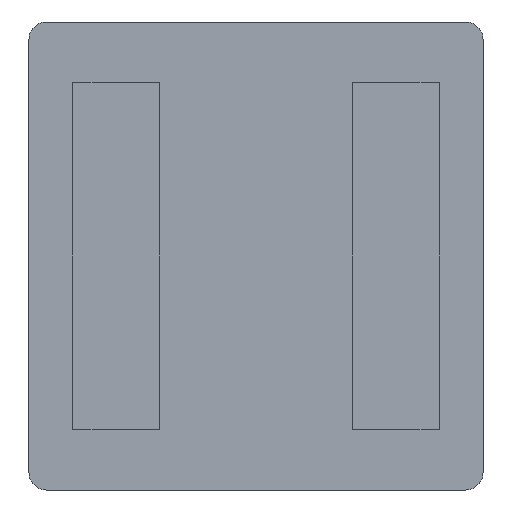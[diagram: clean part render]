
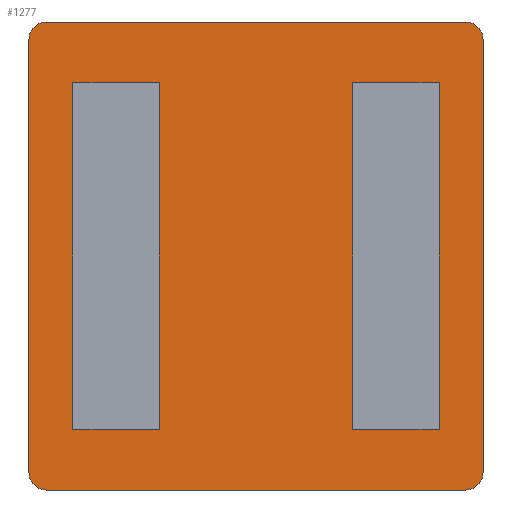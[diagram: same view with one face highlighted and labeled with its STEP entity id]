
A CAD part, front view. The second image highlights one B-rep face of the part: STEP entity #1277.
In plain terms, the highlighted planar face has unit normal (0, -1, 0).
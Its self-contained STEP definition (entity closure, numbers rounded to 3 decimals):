
#7 = DIRECTION ( 'NONE',  ( 0., 0., 1. ) ) ;
#32 = CARTESIAN_POINT ( 'NONE',  ( -3.28, 0., -3.13 ) ) ;
#65 = DIRECTION ( 'NONE',  ( 0., 0., -1. ) ) ;
#71 = DIRECTION ( 'NONE',  ( 1., 0., 0. ) ) ;
#87 = CARTESIAN_POINT ( 'NONE',  ( 3.03, 0., -3.13 ) ) ;
#116 = VECTOR ( 'NONE', #1316, 1000. ) ;
#158 = VERTEX_POINT ( 'NONE', #538 ) ;
#183 = LINE ( 'NONE', #1068, #641 ) ;
#190 = VERTEX_POINT ( 'NONE', #2184 ) ;
#206 = CARTESIAN_POINT ( 'NONE',  ( 1.395, 0., -2.5 ) ) ;
#208 = EDGE_CURVE ( 'NONE', #517, #404, #1401, .T. ) ;
#210 = CARTESIAN_POINT ( 'NONE',  ( -3.03, 0., -3.38 ) ) ;
#262 = CARTESIAN_POINT ( 'NONE',  ( -1.395, 0., 2.5 ) ) ;
#279 = ORIENTED_EDGE ( 'NONE', *, *, #2035, .T. ) ;
#281 = EDGE_CURVE ( 'NONE', #461, #2047, #1673, .T. ) ;
#287 = ORIENTED_EDGE ( 'NONE', *, *, #208, .F. ) ;
#296 = CARTESIAN_POINT ( 'NONE',  ( -3.03, 0., -3.13 ) ) ;
#298 = DIRECTION ( 'NONE',  ( -1., 0., 0. ) ) ;
#317 = AXIS2_PLACEMENT_3D ( 'NONE', #407, #2394, #1643 ) ;
#327 = VECTOR ( 'NONE', #398, 1000. ) ;
#329 = VERTEX_POINT ( 'NONE', #206 ) ;
#331 = CARTESIAN_POINT ( 'NONE',  ( 2.645, 0., -2.5 ) ) ;
#332 = ORIENTED_EDGE ( 'NONE', *, *, #1710, .F. ) ;
#397 = VECTOR ( 'NONE', #71, 1000. ) ;
#398 = DIRECTION ( 'NONE',  ( 1., 0., 0. ) ) ;
#404 = VERTEX_POINT ( 'NONE', #1274 ) ;
#407 = CARTESIAN_POINT ( 'NONE',  ( 3.03, 0., 3.13 ) ) ;
#418 = ORIENTED_EDGE ( 'NONE', *, *, #2150, .F. ) ;
#452 = VERTEX_POINT ( 'NONE', #32 ) ;
#456 = VECTOR ( 'NONE', #1207, 1000. ) ;
#461 = VERTEX_POINT ( 'NONE', #2128 ) ;
#478 = ORIENTED_EDGE ( 'NONE', *, *, #2137, .F. ) ;
#483 = VECTOR ( 'NONE', #1787, 1000. ) ;
#485 = VECTOR ( 'NONE', #65, 1000. ) ;
#491 = EDGE_CURVE ( 'NONE', #1365, #158, #1828, .T. ) ;
#493 = DIRECTION ( 'NONE',  ( 0., 0., -1. ) ) ;
#517 = VERTEX_POINT ( 'NONE', #1473 ) ;
#538 = CARTESIAN_POINT ( 'NONE',  ( -2.645, 0., -2.5 ) ) ;
#572 = EDGE_LOOP ( 'NONE', ( #418, #1151, #1260, #1048, #2251, #1338, #287, #279 ) ) ;
#596 = EDGE_CURVE ( 'NONE', #1801, #2299, #918, .T. ) ;
#623 = CARTESIAN_POINT ( 'NONE',  ( -2.645, 0., 3.38 ) ) ;
#625 = CARTESIAN_POINT ( 'NONE',  ( -3.28, 0., -3.38 ) ) ;
#641 = VECTOR ( 'NONE', #298, 1000. ) ;
#677 = DIRECTION ( 'NONE',  ( -1., 0., 0. ) ) ;
#683 = CARTESIAN_POINT ( 'NONE',  ( -3.28, 0., 3.38 ) ) ;
#694 = VERTEX_POINT ( 'NONE', #210 ) ;
#735 = EDGE_CURVE ( 'NONE', #2047, #1365, #183, .T. ) ;
#737 = EDGE_CURVE ( 'NONE', #1801, #404, #1059, .T. ) ;
#753 = EDGE_LOOP ( 'NONE', ( #2049, #1971, #2075, #999 ) ) ;
#756 = VERTEX_POINT ( 'NONE', #2173 ) ;
#783 = VECTOR ( 'NONE', #2406, 1000. ) ;
#808 = CIRCLE ( 'NONE', #2420, 0.25 ) ;
#831 = FACE_BOUND ( 'NONE', #2335, .T. ) ;
#837 = FACE_BOUND ( 'NONE', #753, .T. ) ;
#844 = ORIENTED_EDGE ( 'NONE', *, *, #1517, .F. ) ;
#858 = CARTESIAN_POINT ( 'NONE',  ( 2.645, 0., 3.38 ) ) ;
#917 = CARTESIAN_POINT ( 'NONE',  ( 3.28, 0., -2.5 ) ) ;
#918 = CIRCLE ( 'NONE', #317, 0.25 ) ;
#927 = VECTOR ( 'NONE', #1969, 1000. ) ;
#954 = CARTESIAN_POINT ( 'NONE',  ( -2.645, 0., 2.5 ) ) ;
#979 = EDGE_CURVE ( 'NONE', #1948, #756, #1708, .T. ) ;
#999 = ORIENTED_EDGE ( 'NONE', *, *, #735, .F. ) ;
#1001 = CARTESIAN_POINT ( 'NONE',  ( 3.28, 0., 3.13 ) ) ;
#1048 = ORIENTED_EDGE ( 'NONE', *, *, #1054, .T. ) ;
#1054 = EDGE_CURVE ( 'NONE', #1948, #2299, #1806, .T. ) ;
#1059 = LINE ( 'NONE', #683, #483 ) ;
#1068 = CARTESIAN_POINT ( 'NONE',  ( 3.28, 0., 2.5 ) ) ;
#1113 = CARTESIAN_POINT ( 'NONE',  ( -3.03, 0., 3.13 ) ) ;
#1151 = ORIENTED_EDGE ( 'NONE', *, *, #1370, .T. ) ;
#1161 = LINE ( 'NONE', #1402, #783 ) ;
#1173 = DIRECTION ( 'NONE',  ( 0., 0., -1. ) ) ;
#1207 = DIRECTION ( 'NONE',  ( 0., 0., 1. ) ) ;
#1208 = VECTOR ( 'NONE', #2059, 1000. ) ;
#1243 = EDGE_CURVE ( 'NONE', #158, #461, #1450, .T. ) ;
#1260 = ORIENTED_EDGE ( 'NONE', *, *, #979, .F. ) ;
#1274 = CARTESIAN_POINT ( 'NONE',  ( -3.03, 0., 3.38 ) ) ;
#1277 = ADVANCED_FACE ( 'NONE', ( #837, #1909, #831 ), #1485, .F. ) ;
#1316 = DIRECTION ( 'NONE',  ( 1., 0., 0. ) ) ;
#1318 = CARTESIAN_POINT ( 'NONE',  ( 3.03, 0., 3.38 ) ) ;
#1332 = CARTESIAN_POINT ( 'NONE',  ( 3.28, 0., 3.38 ) ) ;
#1338 = ORIENTED_EDGE ( 'NONE', *, *, #737, .T. ) ;
#1347 = VECTOR ( 'NONE', #677, 1000. ) ;
#1365 = VERTEX_POINT ( 'NONE', #954 ) ;
#1366 = VECTOR ( 'NONE', #7, 1000. ) ;
#1370 = EDGE_CURVE ( 'NONE', #694, #756, #1731, .T. ) ;
#1401 = CIRCLE ( 'NONE', #1549, 0.25 ) ;
#1402 = CARTESIAN_POINT ( 'NONE',  ( 1.395, 0., 3.38 ) ) ;
#1450 = LINE ( 'NONE', #917, #327 ) ;
#1453 = EDGE_CURVE ( 'NONE', #329, #1582, #2374, .T. ) ;
#1473 = CARTESIAN_POINT ( 'NONE',  ( -3.28, 0., 3.13 ) ) ;
#1485 = PLANE ( 'NONE',  #2257 ) ;
#1509 = CARTESIAN_POINT ( 'NONE',  ( 3.28, 0., -3.38 ) ) ;
#1517 = EDGE_CURVE ( 'NONE', #2011, #329, #1161, .T. ) ;
#1519 = DIRECTION ( 'NONE',  ( 0., 0., 1. ) ) ;
#1547 = CARTESIAN_POINT ( 'NONE',  ( 3.28, 0., -3.13 ) ) ;
#1549 = AXIS2_PLACEMENT_3D ( 'NONE', #1113, #2203, #2363 ) ;
#1582 = VERTEX_POINT ( 'NONE', #331 ) ;
#1609 = CARTESIAN_POINT ( 'NONE',  ( 3.28, 0., -2.5 ) ) ;
#1614 = DIRECTION ( 'NONE',  ( 0., 1., 0. ) ) ;
#1643 = DIRECTION ( 'NONE',  ( 0., 0., -1. ) ) ;
#1673 = LINE ( 'NONE', #2306, #1366 ) ;
#1708 = CIRCLE ( 'NONE', #2326, 0.25 ) ;
#1710 = EDGE_CURVE ( 'NONE', #190, #2011, #2270, .T. ) ;
#1729 = LINE ( 'NONE', #858, #927 ) ;
#1731 = LINE ( 'NONE', #2261, #116 ) ;
#1787 = DIRECTION ( 'NONE',  ( -1., 0., 0. ) ) ;
#1801 = VERTEX_POINT ( 'NONE', #1318 ) ;
#1806 = LINE ( 'NONE', #1509, #456 ) ;
#1828 = LINE ( 'NONE', #623, #1208 ) ;
#1883 = DIRECTION ( 'NONE',  ( 0., 1., 0. ) ) ;
#1909 = FACE_OUTER_BOUND ( 'NONE', #572, .T. ) ;
#1936 = CARTESIAN_POINT ( 'NONE',  ( 1.395, 0., 2.5 ) ) ;
#1948 = VERTEX_POINT ( 'NONE', #1547 ) ;
#1969 = DIRECTION ( 'NONE',  ( 0., 0., 1. ) ) ;
#1971 = ORIENTED_EDGE ( 'NONE', *, *, #1243, .F. ) ;
#2011 = VERTEX_POINT ( 'NONE', #1936 ) ;
#2035 = EDGE_CURVE ( 'NONE', #517, #452, #2172, .T. ) ;
#2041 = DIRECTION ( 'NONE',  ( 0., 1., 0. ) ) ;
#2047 = VERTEX_POINT ( 'NONE', #262 ) ;
#2049 = ORIENTED_EDGE ( 'NONE', *, *, #281, .F. ) ;
#2059 = DIRECTION ( 'NONE',  ( 0., 0., -1. ) ) ;
#2075 = ORIENTED_EDGE ( 'NONE', *, *, #491, .F. ) ;
#2128 = CARTESIAN_POINT ( 'NONE',  ( -1.395, 0., -2.5 ) ) ;
#2137 = EDGE_CURVE ( 'NONE', #1582, #190, #1729, .T. ) ;
#2150 = EDGE_CURVE ( 'NONE', #694, #452, #808, .T. ) ;
#2170 = ORIENTED_EDGE ( 'NONE', *, *, #1453, .F. ) ;
#2172 = LINE ( 'NONE', #625, #485 ) ;
#2173 = CARTESIAN_POINT ( 'NONE',  ( 3.03, 0., -3.38 ) ) ;
#2175 = CARTESIAN_POINT ( 'NONE',  ( 3.28, 0., 2.5 ) ) ;
#2184 = CARTESIAN_POINT ( 'NONE',  ( 2.645, 0., 2.5 ) ) ;
#2203 = DIRECTION ( 'NONE',  ( 0., 1., 0. ) ) ;
#2251 = ORIENTED_EDGE ( 'NONE', *, *, #596, .F. ) ;
#2257 = AXIS2_PLACEMENT_3D ( 'NONE', #1332, #2041, #1519 ) ;
#2261 = CARTESIAN_POINT ( 'NONE',  ( -3.28, 0., -3.38 ) ) ;
#2270 = LINE ( 'NONE', #2175, #1347 ) ;
#2299 = VERTEX_POINT ( 'NONE', #1001 ) ;
#2306 = CARTESIAN_POINT ( 'NONE',  ( -1.395, 0., 3.38 ) ) ;
#2326 = AXIS2_PLACEMENT_3D ( 'NONE', #87, #1883, #1173 ) ;
#2335 = EDGE_LOOP ( 'NONE', ( #478, #2170, #844, #332 ) ) ;
#2363 = DIRECTION ( 'NONE',  ( 0., 0., -1. ) ) ;
#2374 = LINE ( 'NONE', #1609, #397 ) ;
#2394 = DIRECTION ( 'NONE',  ( 0., 1., 0. ) ) ;
#2406 = DIRECTION ( 'NONE',  ( 0., 0., -1. ) ) ;
#2420 = AXIS2_PLACEMENT_3D ( 'NONE', #296, #1614, #493 ) ;
